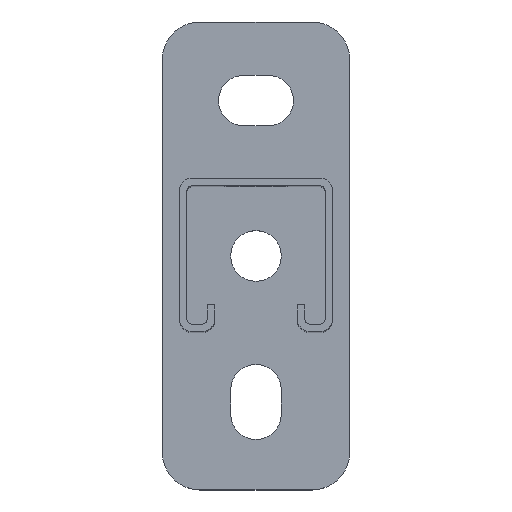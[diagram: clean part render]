
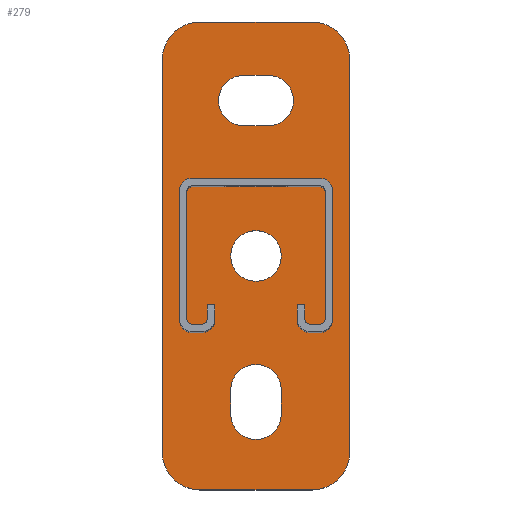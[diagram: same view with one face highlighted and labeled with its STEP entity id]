
A CAD part, top view. The second image highlights one B-rep face of the part: STEP entity #279.
In plain terms, the highlighted planar face has unit normal (0, 0, 1).
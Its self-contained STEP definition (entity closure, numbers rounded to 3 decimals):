
#279=ADVANCED_FACE('',(#536,#537,#538,#539),#540,.T.);
#536=FACE_BOUND('',#776,.T.);
#537=FACE_BOUND('',#777,.T.);
#538=FACE_BOUND('',#778,.T.);
#539=FACE_OUTER_BOUND('',#779,.T.);
#540=PLANE('',#780);
#776=EDGE_LOOP('',(#1421,#1422));
#777=EDGE_LOOP('',(#1423,#1424,#1425,#1426,#1427,#1428));
#778=EDGE_LOOP('',(#1429,#1430,#1431,#1432,#1433,#1434));
#779=EDGE_LOOP('',(#1435,#1436,#1437,#1438,#1439,#1440,#1441,#1442));
#780=AXIS2_PLACEMENT_3D('',#1443,#1444,#1445);
#1421=ORIENTED_EDGE('',*,*,#1678,.T.);
#1422=ORIENTED_EDGE('',*,*,#1673,.T.);
#1423=ORIENTED_EDGE('',*,*,#1663,.T.);
#1424=ORIENTED_EDGE('',*,*,#1686,.T.);
#1425=ORIENTED_EDGE('',*,*,#1688,.T.);
#1426=ORIENTED_EDGE('',*,*,#1668,.T.);
#1427=ORIENTED_EDGE('',*,*,#1682,.T.);
#1428=ORIENTED_EDGE('',*,*,#1691,.T.);
#1429=ORIENTED_EDGE('',*,*,#1653,.T.);
#1430=ORIENTED_EDGE('',*,*,#1700,.T.);
#1431=ORIENTED_EDGE('',*,*,#1702,.T.);
#1432=ORIENTED_EDGE('',*,*,#1658,.T.);
#1433=ORIENTED_EDGE('',*,*,#1696,.T.);
#1434=ORIENTED_EDGE('',*,*,#1705,.T.);
#1435=ORIENTED_EDGE('',*,*,#1709,.T.);
#1436=ORIENTED_EDGE('',*,*,#1734,.T.);
#1437=ORIENTED_EDGE('',*,*,#1731,.T.);
#1438=ORIENTED_EDGE('',*,*,#1728,.T.);
#1439=ORIENTED_EDGE('',*,*,#1725,.T.);
#1440=ORIENTED_EDGE('',*,*,#1735,.T.);
#1441=ORIENTED_EDGE('',*,*,#1736,.T.);
#1442=ORIENTED_EDGE('',*,*,#1721,.T.);
#1443=CARTESIAN_POINT('',(0.0,0.0,8.0));
#1444=DIRECTION('',(0.0,0.0,1.0));
#1445=DIRECTION('',(1.0,0.0,0.0));
#1653=EDGE_CURVE('',#2013,#2010,#2014,.T.);
#1658=EDGE_CURVE('',#2022,#2019,#2023,.T.);
#1663=EDGE_CURVE('',#2031,#2028,#2032,.T.);
#1668=EDGE_CURVE('',#2040,#2037,#2041,.T.);
#1673=EDGE_CURVE('',#2049,#2046,#2050,.T.);
#1678=EDGE_CURVE('',#2046,#2049,#2056,.T.);
#1682=EDGE_CURVE('',#2037,#2060,#2062,.T.);
#1686=EDGE_CURVE('',#2028,#2066,#2068,.T.);
#1688=EDGE_CURVE('',#2066,#2040,#2070,.T.);
#1691=EDGE_CURVE('',#2060,#2031,#2073,.T.);
#1696=EDGE_CURVE('',#2019,#2078,#2080,.T.);
#1700=EDGE_CURVE('',#2010,#2084,#2086,.T.);
#1702=EDGE_CURVE('',#2084,#2022,#2088,.T.);
#1705=EDGE_CURVE('',#2078,#2013,#2091,.T.);
#1709=EDGE_CURVE('',#2097,#2094,#2098,.T.);
#1721=EDGE_CURVE('',#2117,#2097,#2118,.T.);
#1725=EDGE_CURVE('',#2123,#2121,#2124,.T.);
#1728=EDGE_CURVE('',#2127,#2123,#2128,.T.);
#1731=EDGE_CURVE('',#2131,#2127,#2132,.T.);
#1734=EDGE_CURVE('',#2094,#2131,#2135,.T.);
#1735=EDGE_CURVE('',#2121,#2136,#2137,.T.);
#1736=EDGE_CURVE('',#2136,#2117,#2138,.T.);
#2010=VERTEX_POINT('',#2496);
#2013=VERTEX_POINT('',#2500);
#2014=CIRCLE('',#2501,6.75);
#2019=VERTEX_POINT('',#2507);
#2022=VERTEX_POINT('',#2511);
#2023=CIRCLE('',#2512,6.75);
#2028=VERTEX_POINT('',#2518);
#2031=VERTEX_POINT('',#2522);
#2032=CIRCLE('',#2523,6.75);
#2037=VERTEX_POINT('',#2529);
#2040=VERTEX_POINT('',#2533);
#2041=CIRCLE('',#2534,6.75);
#2046=VERTEX_POINT('',#2540);
#2049=VERTEX_POINT('',#2544);
#2050=CIRCLE('',#2545,6.75);
#2056=CIRCLE('',#2552,6.75);
#2060=VERTEX_POINT('',#2556);
#2062=CIRCLE('',#2559,6.75);
#2066=VERTEX_POINT('',#2563);
#2068=CIRCLE('',#2566,6.75);
#2070=LINE('',#2568,#2569);
#2073=LINE('',#2573,#2574);
#2078=VERTEX_POINT('',#2580);
#2080=CIRCLE('',#2583,6.75);
#2084=VERTEX_POINT('',#2587);
#2086=CIRCLE('',#2590,6.75);
#2088=LINE('',#2592,#2593);
#2091=LINE('',#2597,#2598);
#2094=VERTEX_POINT('',#2602);
#2097=VERTEX_POINT('',#2606);
#2098=CIRCLE('',#2607,10.0);
#2117=VERTEX_POINT('',#2631);
#2118=LINE('',#2632,#2633);
#2121=VERTEX_POINT('',#2637);
#2123=VERTEX_POINT('',#2640);
#2124=CIRCLE('',#2641,10.0);
#2127=VERTEX_POINT('',#2645);
#2128=LINE('',#2646,#2647);
#2131=VERTEX_POINT('',#2651);
#2132=CIRCLE('',#2652,10.0);
#2135=LINE('',#2656,#2657);
#2136=VERTEX_POINT('',#2658);
#2137=LINE('',#2659,#2660);
#2138=CIRCLE('',#2661,10.0);
#2496=CARTESIAN_POINT('',(10.0,41.5,8.0));
#2500=CARTESIAN_POINT('',(3.25,48.25,8.0));
#2501=AXIS2_PLACEMENT_3D('',#2897,#2898,#2899);
#2507=CARTESIAN_POINT('',(-10.0,41.5,8.0));
#2511=CARTESIAN_POINT('',(-3.25,34.75,8.0));
#2512=AXIS2_PLACEMENT_3D('',#2905,#2906,#2907);
#2518=CARTESIAN_POINT('',(0.,-29.0,8.0));
#2522=CARTESIAN_POINT('',(-6.75,-35.75,8.0));
#2523=AXIS2_PLACEMENT_3D('',#2913,#2914,#2915);
#2529=CARTESIAN_POINT('',(0.,-49.0,8.0));
#2533=CARTESIAN_POINT('',(6.75,-42.25,8.0));
#2534=AXIS2_PLACEMENT_3D('',#2921,#2922,#2923);
#2540=CARTESIAN_POINT('',(6.75,0.0,8.0));
#2544=CARTESIAN_POINT('',(-6.75,0.,8.0));
#2545=AXIS2_PLACEMENT_3D('',#2929,#2930,#2931);
#2552=AXIS2_PLACEMENT_3D('',#2939,#2940,#2941);
#2556=CARTESIAN_POINT('',(-6.75,-42.25,8.0));
#2559=AXIS2_PLACEMENT_3D('',#2946,#2947,#2948);
#2563=CARTESIAN_POINT('',(6.75,-35.75,8.0));
#2566=AXIS2_PLACEMENT_3D('',#2953,#2954,#2955);
#2568=CARTESIAN_POINT('',(6.75,-19.5,8.0));
#2569=VECTOR('',#2956,1.0);
#2573=CARTESIAN_POINT('',(-6.75,-19.5,8.0));
#2574=VECTOR('',#2958,1.0);
#2580=CARTESIAN_POINT('',(-3.25,48.25,8.0));
#2583=AXIS2_PLACEMENT_3D('',#2964,#2965,#2966);
#2587=CARTESIAN_POINT('',(3.25,34.75,8.0));
#2590=AXIS2_PLACEMENT_3D('',#2971,#2972,#2973);
#2592=CARTESIAN_POINT('',(0.0,34.75,8.0));
#2593=VECTOR('',#2974,1.0);
#2597=CARTESIAN_POINT('',(0.0,48.25,8.0));
#2598=VECTOR('',#2976,1.0);
#2602=CARTESIAN_POINT('',(15.0,62.5,8.0));
#2606=CARTESIAN_POINT('',(25.0,52.5,8.0));
#2607=AXIS2_PLACEMENT_3D('',#2979,#2980,#2981);
#2631=CARTESIAN_POINT('',(25.0,-52.5,8.0));
#2632=CARTESIAN_POINT('',(25.0,0.0,8.0));
#2633=VECTOR('',#2999,1.0);
#2637=CARTESIAN_POINT('',(-15.0,-62.5,8.0));
#2640=CARTESIAN_POINT('',(-25.0,-52.5,8.0));
#2641=AXIS2_PLACEMENT_3D('',#3002,#3003,#3004);
#2645=CARTESIAN_POINT('',(-25.0,52.5,8.0));
#2646=CARTESIAN_POINT('',(-25.0,0.0,8.0));
#2647=VECTOR('',#3006,1.0);
#2651=CARTESIAN_POINT('',(-15.0,62.5,8.0));
#2652=AXIS2_PLACEMENT_3D('',#3008,#3009,#3010);
#2656=CARTESIAN_POINT('',(0.0,62.5,8.0));
#2657=VECTOR('',#3012,1.0);
#2658=CARTESIAN_POINT('',(15.0,-62.5,8.0));
#2659=CARTESIAN_POINT('',(0.0,-62.5,8.0));
#2660=VECTOR('',#3013,1.0);
#2661=AXIS2_PLACEMENT_3D('',#3014,#3015,#3016);
#2897=CARTESIAN_POINT('',(3.25,41.5,8.0));
#2898=DIRECTION('',(0.0,0.0,-1.0));
#2899=DIRECTION('',(1.0,0.0,0.0));
#2905=CARTESIAN_POINT('',(-3.25,41.5,8.0));
#2906=DIRECTION('',(-0.0,0.0,-1.0));
#2907=DIRECTION('',(-1.0,0.0,0.0));
#2913=CARTESIAN_POINT('',(0.0,-35.75,8.0));
#2914=DIRECTION('',(0.0,0.0,-1.0));
#2915=DIRECTION('',(0.0,1.0,0.0));
#2921=CARTESIAN_POINT('',(0.0,-42.25,8.0));
#2922=DIRECTION('',(-0.0,-0.0,-1.0));
#2923=DIRECTION('',(0.0,-1.0,0.0));
#2929=CARTESIAN_POINT('',(0.0,0.0,8.0));
#2930=DIRECTION('',(0.0,0.0,-1.0));
#2931=DIRECTION('',(1.0,0.0,0.0));
#2939=CARTESIAN_POINT('',(0.0,0.0,8.0));
#2940=DIRECTION('',(0.0,0.0,-1.0));
#2941=DIRECTION('',(1.0,0.0,0.0));
#2946=CARTESIAN_POINT('',(0.0,-42.25,8.0));
#2947=DIRECTION('',(-0.0,-0.0,-1.0));
#2948=DIRECTION('',(0.0,-1.0,0.0));
#2953=CARTESIAN_POINT('',(0.0,-35.75,8.0));
#2954=DIRECTION('',(0.0,0.0,-1.0));
#2955=DIRECTION('',(0.0,1.0,0.0));
#2956=DIRECTION('',(0.0,-1.0,0.0));
#2958=DIRECTION('',(0.0,1.0,0.0));
#2964=CARTESIAN_POINT('',(-3.25,41.5,8.0));
#2965=DIRECTION('',(-0.0,0.0,-1.0));
#2966=DIRECTION('',(-1.0,0.0,0.0));
#2971=CARTESIAN_POINT('',(3.25,41.5,8.0));
#2972=DIRECTION('',(0.0,0.0,-1.0));
#2973=DIRECTION('',(1.0,0.0,0.0));
#2974=DIRECTION('',(-1.0,0.0,0.0));
#2976=DIRECTION('',(1.0,0.0,-0.0));
#2979=CARTESIAN_POINT('',(15.0,52.5,8.0));
#2980=DIRECTION('',(0.0,0.0,1.0));
#2981=DIRECTION('',(0.0,-1.0,0.0));
#2999=DIRECTION('',(0.0,1.0,0.0));
#3002=CARTESIAN_POINT('',(-15.0,-52.5,8.0));
#3003=DIRECTION('',(0.0,-0.0,1.0));
#3004=DIRECTION('',(0.0,1.0,0.0));
#3006=DIRECTION('',(0.0,-1.0,0.0));
#3008=CARTESIAN_POINT('',(-15.0,52.5,8.0));
#3009=DIRECTION('',(0.0,0.0,1.0));
#3010=DIRECTION('',(1.0,0.0,0.0));
#3012=DIRECTION('',(-1.0,0.0,0.0));
#3013=DIRECTION('',(1.0,0.0,0.0));
#3014=CARTESIAN_POINT('',(15.0,-52.5,8.0));
#3015=DIRECTION('',(0.0,0.0,1.0));
#3016=DIRECTION('',(-1.0,0.0,0.0));
